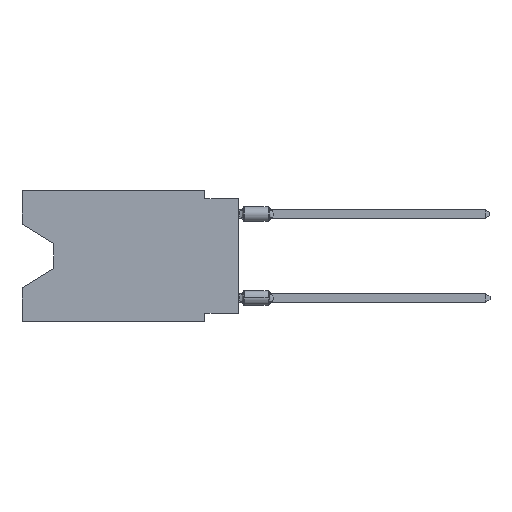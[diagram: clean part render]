
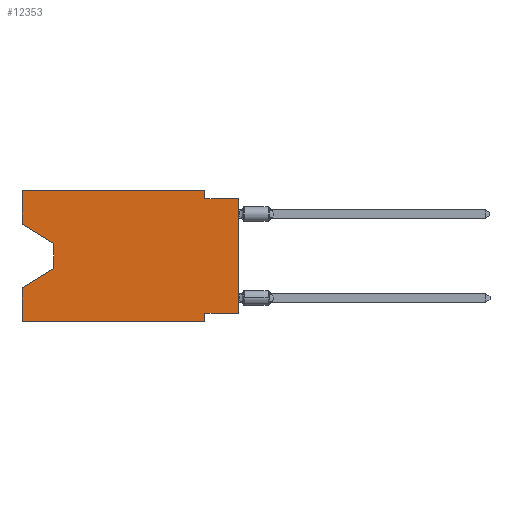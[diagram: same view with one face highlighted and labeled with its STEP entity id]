
A CAD part, left-side view. The second image highlights one B-rep face of the part: STEP entity #12353.
In plain terms, the highlighted planar face has unit normal (-1, 0, 0).
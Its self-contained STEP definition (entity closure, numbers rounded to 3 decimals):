
#77 = ORIENTED_EDGE ( 'NONE', *, *, #22615, .F. ) ;
#295 = LINE ( 'NONE', #19264, #14267 ) ;
#313 = VECTOR ( 'NONE', #27960, 1000. ) ;
#1584 = CARTESIAN_POINT ( 'NONE',  ( 0., 16.383, 0. ) ) ;
#1849 = VECTOR ( 'NONE', #4106, 1000. ) ;
#2096 = CARTESIAN_POINT ( 'NONE',  ( 0., 13.97, -4.013 ) ) ;
#2396 = VECTOR ( 'NONE', #23051, 1000. ) ;
#2582 = VERTEX_POINT ( 'NONE', #7205 ) ;
#2870 = DIRECTION ( 'NONE',  ( 0., 0., -1. ) ) ;
#4009 = VECTOR ( 'NONE', #30178, 1000. ) ;
#4106 = DIRECTION ( 'NONE',  ( 0., -1., 0. ) ) ;
#4923 = LINE ( 'NONE', #24200, #28406 ) ;
#5223 = VECTOR ( 'NONE', #14465, 1000. ) ;
#5324 = EDGE_LOOP ( 'NONE', ( #12904, #23594, #15298, #8901, #17276, #14956, #31150, #12628, #17582, #77, #6461, #23707 ) ) ;
#5660 = CARTESIAN_POINT ( 'NONE',  ( 0., 2.54, 0. ) ) ;
#5678 = VERTEX_POINT ( 'NONE', #2096 ) ;
#5826 = CARTESIAN_POINT ( 'NONE',  ( 0., 2.54, -9.906 ) ) ;
#6159 = CARTESIAN_POINT ( 'NONE',  ( 0., 0., -0.635 ) ) ;
#6461 = ORIENTED_EDGE ( 'NONE', *, *, #17181, .F. ) ;
#6482 = LINE ( 'NONE', #10910, #4009 ) ;
#7066 = EDGE_CURVE ( 'NONE', #23803, #5678, #4923, .T. ) ;
#7194 = CARTESIAN_POINT ( 'NONE',  ( 0., 16.383, 0. ) ) ;
#7205 = CARTESIAN_POINT ( 'NONE',  ( 0., 2.54, -9.271 ) ) ;
#7302 = VECTOR ( 'NONE', #26854, 1000. ) ;
#7568 = VERTEX_POINT ( 'NONE', #5660 ) ;
#8257 = VECTOR ( 'NONE', #11055, 1000. ) ;
#8901 = ORIENTED_EDGE ( 'NONE', *, *, #24092, .F. ) ;
#9401 = VECTOR ( 'NONE', #18319, 1000. ) ;
#9682 = VERTEX_POINT ( 'NONE', #26576 ) ;
#9758 = DIRECTION ( 'NONE',  ( 0., 0., 1. ) ) ;
#10910 = CARTESIAN_POINT ( 'NONE',  ( 0., 2.54, 0. ) ) ;
#11055 = DIRECTION ( 'NONE',  ( 0., 0., -1. ) ) ;
#11238 = VERTEX_POINT ( 'NONE', #14853 ) ;
#11507 = CARTESIAN_POINT ( 'NONE',  ( 0., 0., -9.271 ) ) ;
#12183 = DIRECTION ( 'NONE',  ( 0., -0.855, -0.519 ) ) ;
#12353 = ADVANCED_FACE ( 'NONE', ( #26571 ), #29405, .F. ) ;
#12517 = VERTEX_POINT ( 'NONE', #25727 ) ;
#12628 = ORIENTED_EDGE ( 'NONE', *, *, #25402, .T. ) ;
#12904 = ORIENTED_EDGE ( 'NONE', *, *, #7066, .T. ) ;
#14189 = EDGE_CURVE ( 'NONE', #2582, #9682, #17839, .T. ) ;
#14205 = EDGE_CURVE ( 'NONE', #23803, #12517, #28842, .T. ) ;
#14267 = VECTOR ( 'NONE', #9758, 1000. ) ;
#14416 = CARTESIAN_POINT ( 'NONE',  ( 0., 16.383, 0. ) ) ;
#14465 = DIRECTION ( 'NONE',  ( 0., 0., 1. ) ) ;
#14853 = CARTESIAN_POINT ( 'NONE',  ( 0., 0., -9.271 ) ) ;
#14872 = DIRECTION ( 'NONE',  ( 0., 0., 1. ) ) ;
#14956 = ORIENTED_EDGE ( 'NONE', *, *, #14189, .F. ) ;
#15298 = ORIENTED_EDGE ( 'NONE', *, *, #28201, .T. ) ;
#15387 = VERTEX_POINT ( 'NONE', #15790 ) ;
#15790 = CARTESIAN_POINT ( 'NONE',  ( 0., 16.383, -9.906 ) ) ;
#15799 = LINE ( 'NONE', #1584, #9401 ) ;
#15953 = LINE ( 'NONE', #6159, #1849 ) ;
#17159 = EDGE_CURVE ( 'NONE', #23310, #20414, #15953, .T. ) ;
#17181 = EDGE_CURVE ( 'NONE', #12517, #7568, #15799, .T. ) ;
#17194 = EDGE_CURVE ( 'NONE', #15387, #9682, #18474, .T. ) ;
#17218 = LINE ( 'NONE', #27167, #7302 ) ;
#17276 = ORIENTED_EDGE ( 'NONE', *, *, #17194, .T. ) ;
#17582 = ORIENTED_EDGE ( 'NONE', *, *, #17159, .F. ) ;
#17839 = LINE ( 'NONE', #5826, #29941 ) ;
#18014 = LINE ( 'NONE', #18323, #8257 ) ;
#18319 = DIRECTION ( 'NONE',  ( 0., -1., 0. ) ) ;
#18323 = CARTESIAN_POINT ( 'NONE',  ( 0., 13.97, -4.013 ) ) ;
#18474 = LINE ( 'NONE', #28103, #313 ) ;
#19264 = CARTESIAN_POINT ( 'NONE',  ( 0., 16.383, 0. ) ) ;
#20414 = VERTEX_POINT ( 'NONE', #21326 ) ;
#20854 = LINE ( 'NONE', #11507, #2396 ) ;
#21326 = CARTESIAN_POINT ( 'NONE',  ( 0., 0., -0.635 ) ) ;
#22242 = AXIS2_PLACEMENT_3D ( 'NONE', #14416, #28795, #2870 ) ;
#22387 = VECTOR ( 'NONE', #14872, 1000. ) ;
#22615 = EDGE_CURVE ( 'NONE', #7568, #23310, #6482, .T. ) ;
#23051 = DIRECTION ( 'NONE',  ( 0., 1., 0. ) ) ;
#23310 = VERTEX_POINT ( 'NONE', #29636 ) ;
#23594 = ORIENTED_EDGE ( 'NONE', *, *, #25416, .T. ) ;
#23707 = ORIENTED_EDGE ( 'NONE', *, *, #14205, .F. ) ;
#23803 = VERTEX_POINT ( 'NONE', #30224 ) ;
#24092 = EDGE_CURVE ( 'NONE', #15387, #28148, #295, .T. ) ;
#24200 = CARTESIAN_POINT ( 'NONE',  ( 0., 16.383, -2.546 ) ) ;
#25279 = CARTESIAN_POINT ( 'NONE',  ( 0., 13.97, -5.893 ) ) ;
#25402 = EDGE_CURVE ( 'NONE', #11238, #20414, #29233, .T. ) ;
#25416 = EDGE_CURVE ( 'NONE', #5678, #29401, #18014, .T. ) ;
#25727 = CARTESIAN_POINT ( 'NONE',  ( 0., 16.383, 0. ) ) ;
#26571 = FACE_OUTER_BOUND ( 'NONE', #5324, .T. ) ;
#26576 = CARTESIAN_POINT ( 'NONE',  ( 0., 2.54, -9.906 ) ) ;
#26854 = DIRECTION ( 'NONE',  ( 0., 0.855, -0.519 ) ) ;
#26868 = CARTESIAN_POINT ( 'NONE',  ( 0., 0., 0. ) ) ;
#27006 = DIRECTION ( 'NONE',  ( 0., 0., -1. ) ) ;
#27167 = CARTESIAN_POINT ( 'NONE',  ( 0., 13.97, -5.893 ) ) ;
#27960 = DIRECTION ( 'NONE',  ( 0., -1., 0. ) ) ;
#28103 = CARTESIAN_POINT ( 'NONE',  ( 0., 16.383, -9.906 ) ) ;
#28148 = VERTEX_POINT ( 'NONE', #29843 ) ;
#28201 = EDGE_CURVE ( 'NONE', #29401, #28148, #17218, .T. ) ;
#28406 = VECTOR ( 'NONE', #12183, 1000. ) ;
#28795 = DIRECTION ( 'NONE',  ( 1., 0., 0. ) ) ;
#28842 = LINE ( 'NONE', #7194, #5223 ) ;
#29233 = LINE ( 'NONE', #26868, #22387 ) ;
#29401 = VERTEX_POINT ( 'NONE', #25279 ) ;
#29405 = PLANE ( 'NONE',  #22242 ) ;
#29524 = EDGE_CURVE ( 'NONE', #11238, #2582, #20854, .T. ) ;
#29636 = CARTESIAN_POINT ( 'NONE',  ( 0., 2.54, -0.635 ) ) ;
#29843 = CARTESIAN_POINT ( 'NONE',  ( 0., 16.383, -7.36 ) ) ;
#29941 = VECTOR ( 'NONE', #27006, 1000. ) ;
#30178 = DIRECTION ( 'NONE',  ( 0., 0., -1. ) ) ;
#30224 = CARTESIAN_POINT ( 'NONE',  ( 0., 16.383, -2.546 ) ) ;
#31150 = ORIENTED_EDGE ( 'NONE', *, *, #29524, .F. ) ;
